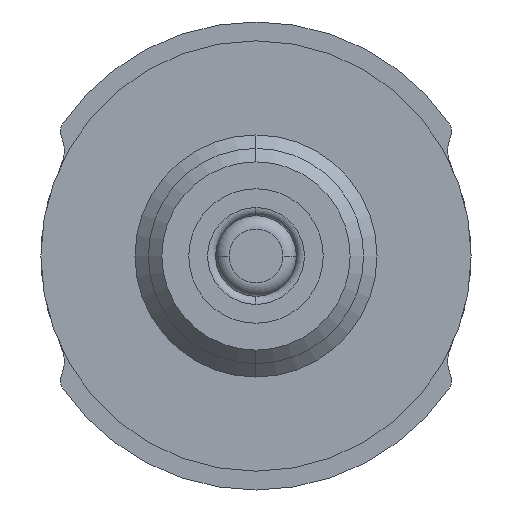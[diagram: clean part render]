
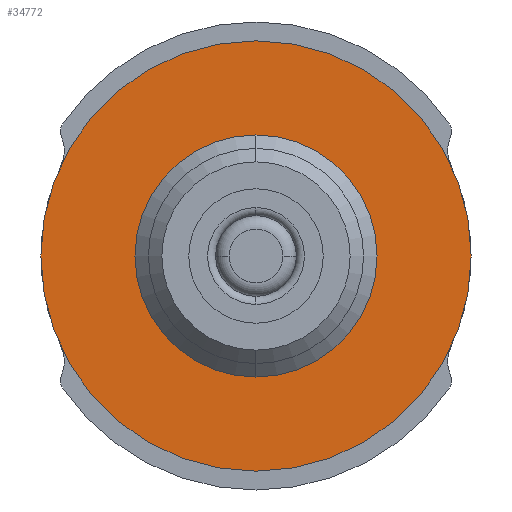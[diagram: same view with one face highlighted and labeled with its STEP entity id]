
A CAD part, left-side view. The second image highlights one B-rep face of the part: STEP entity #34772.
In plain terms, the highlighted planar face has unit normal (-1, 0, 0).
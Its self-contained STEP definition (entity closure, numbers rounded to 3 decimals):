
#786 = ORIENTED_EDGE ( 'NONE', *, *, #17690, .T. ) ;
#1451 = DIRECTION ( 'NONE',  ( 1., 0., 0. ) ) ;
#5081 = VERTEX_POINT ( 'NONE', #11627 ) ;
#6638 = FACE_OUTER_BOUND ( 'NONE', #19519, .T. ) ;
#7427 = AXIS2_PLACEMENT_3D ( 'NONE', #25727, #11030, #8442 ) ;
#8303 = VERTEX_POINT ( 'NONE', #24398 ) ;
#8442 = DIRECTION ( 'NONE',  ( 0., 0., -1. ) ) ;
#9031 = ORIENTED_EDGE ( 'NONE', *, *, #22671, .T. ) ;
#9101 = CIRCLE ( 'NONE', #35979, 8. ) ;
#9718 = DIRECTION ( 'NONE',  ( 1., 0., 0. ) ) ;
#10659 = EDGE_CURVE ( 'NONE', #8303, #5081, #29395, .T. ) ;
#10962 = ORIENTED_EDGE ( 'NONE', *, *, #10659, .F. ) ;
#11030 = DIRECTION ( 'NONE',  ( 1., 0., 0. ) ) ;
#11627 = CARTESIAN_POINT ( 'NONE',  ( 0., 0., 8. ) ) ;
#12193 = CARTESIAN_POINT ( 'NONE',  ( 0., 0., -4.5 ) ) ;
#16218 = CIRCLE ( 'NONE', #7427, 4.5 ) ;
#17127 = CARTESIAN_POINT ( 'NONE',  ( 0., 0., 0. ) ) ;
#17690 = EDGE_CURVE ( 'NONE', #21406, #34220, #16218, .T. ) ;
#19519 = EDGE_LOOP ( 'NONE', ( #31383, #10962 ) ) ;
#20079 = DIRECTION ( 'NONE',  ( 0., 0., -1. ) ) ;
#20507 = EDGE_CURVE ( 'NONE', #5081, #8303, #9101, .T. ) ;
#21406 = VERTEX_POINT ( 'NONE', #22420 ) ;
#21597 = CARTESIAN_POINT ( 'NONE',  ( 0., 0., 0. ) ) ;
#21725 = DIRECTION ( 'NONE',  ( 0., 0., -1. ) ) ;
#22420 = CARTESIAN_POINT ( 'NONE',  ( 0., 0., 4.5 ) ) ;
#22671 = EDGE_CURVE ( 'NONE', #34220, #21406, #28382, .T. ) ;
#23480 = AXIS2_PLACEMENT_3D ( 'NONE', #32777, #32517, #29811 ) ;
#24398 = CARTESIAN_POINT ( 'NONE',  ( 0., 0., -8. ) ) ;
#25727 = CARTESIAN_POINT ( 'NONE',  ( 0., 0., 0. ) ) ;
#28382 = CIRCLE ( 'NONE', #32406, 4.5 ) ;
#28751 = FACE_BOUND ( 'NONE', #34519, .T. ) ;
#29395 = CIRCLE ( 'NONE', #37556, 8. ) ;
#29811 = DIRECTION ( 'NONE',  ( 0., 0., -1. ) ) ;
#31383 = ORIENTED_EDGE ( 'NONE', *, *, #20507, .F. ) ;
#31943 = DIRECTION ( 'NONE',  ( 1., 0., 0. ) ) ;
#32406 = AXIS2_PLACEMENT_3D ( 'NONE', #34065, #1451, #36854 ) ;
#32517 = DIRECTION ( 'NONE',  ( 1., 0., 0. ) ) ;
#32777 = CARTESIAN_POINT ( 'NONE',  ( 0., 0., 0. ) ) ;
#34065 = CARTESIAN_POINT ( 'NONE',  ( 0., 0., 0. ) ) ;
#34220 = VERTEX_POINT ( 'NONE', #12193 ) ;
#34519 = EDGE_LOOP ( 'NONE', ( #9031, #786 ) ) ;
#34772 = ADVANCED_FACE ( 'NONE', ( #28751, #6638 ), #35704, .F. ) ;
#35704 = PLANE ( 'NONE',  #23480 ) ;
#35979 = AXIS2_PLACEMENT_3D ( 'NONE', #17127, #31943, #20079 ) ;
#36854 = DIRECTION ( 'NONE',  ( 0., 0., -1. ) ) ;
#37556 = AXIS2_PLACEMENT_3D ( 'NONE', #21597, #9718, #21725 ) ;
